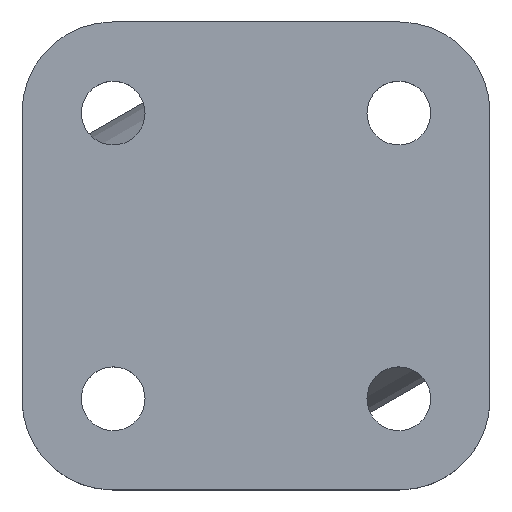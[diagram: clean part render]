
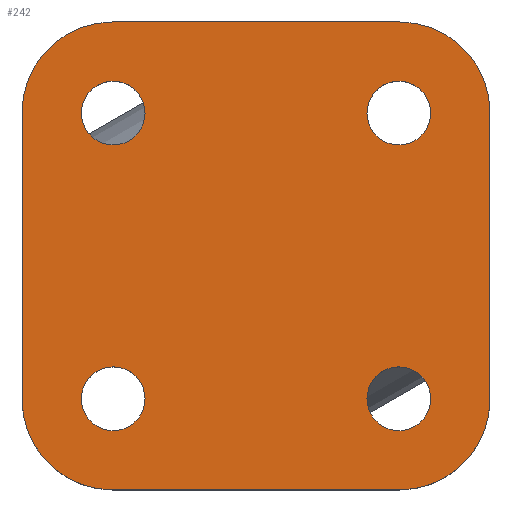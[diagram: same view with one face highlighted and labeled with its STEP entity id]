
A CAD part, top view. The second image highlights one B-rep face of the part: STEP entity #242.
In plain terms, the highlighted planar face has unit normal (0, 0, 1).
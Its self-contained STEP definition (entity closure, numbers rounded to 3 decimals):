
#242=ADVANCED_FACE('',(#598,#600,#602,#604,#606),#608,.T.);
#598=FACE_BOUND('',#599,.T.);
#599=EDGE_LOOP('',(#867,#868,#869,#870,#871,#872,#873,#874));
#600=FACE_BOUND('',#601,.T.);
#601=EDGE_LOOP('',(#875));
#602=FACE_BOUND('',#603,.T.);
#603=EDGE_LOOP('',(#876));
#604=FACE_BOUND('',#605,.T.);
#605=EDGE_LOOP('',(#877));
#606=FACE_BOUND('',#607,.T.);
#607=EDGE_LOOP('',(#878));
#608=PLANE('',#609);
#609=AXIS2_PLACEMENT_3D('',#610,#611,#612);
#610=CARTESIAN_POINT('',(0.,0.,4.));
#611=DIRECTION('',(0.,0.,1.));
#612=DIRECTION('',(-1.,0.,0.));
#867=ORIENTED_EDGE('',*,*,#996,.T.);
#868=ORIENTED_EDGE('',*,*,#994,.T.);
#869=ORIENTED_EDGE('',*,*,#992,.T.);
#870=ORIENTED_EDGE('',*,*,#990,.T.);
#871=ORIENTED_EDGE('',*,*,#988,.T.);
#872=ORIENTED_EDGE('',*,*,#986,.T.);
#873=ORIENTED_EDGE('',*,*,#984,.T.);
#874=ORIENTED_EDGE('',*,*,#982,.T.);
#875=ORIENTED_EDGE('',*,*,#1011,.T.);
#876=ORIENTED_EDGE('',*,*,#1012,.T.);
#877=ORIENTED_EDGE('',*,*,#1013,.T.);
#878=ORIENTED_EDGE('',*,*,#1014,.T.);
#982=EDGE_CURVE('',#1101,#1099,#1102,.T.);
#984=EDGE_CURVE('',#1104,#1101,#1105,.T.);
#986=EDGE_CURVE('',#1107,#1104,#1108,.T.);
#988=EDGE_CURVE('',#1110,#1107,#1111,.T.);
#990=EDGE_CURVE('',#1113,#1110,#1114,.T.);
#992=EDGE_CURVE('',#1116,#1113,#1117,.T.);
#994=EDGE_CURVE('',#1119,#1116,#1120,.T.);
#996=EDGE_CURVE('',#1099,#1119,#1122,.T.);
#1011=EDGE_CURVE('',#1147,#1147,#1148,.F.);
#1012=EDGE_CURVE('',#1149,#1149,#1150,.F.);
#1013=EDGE_CURVE('',#1151,#1151,#1152,.F.);
#1014=EDGE_CURVE('',#1153,#1153,#1154,.F.);
#1099=VERTEX_POINT('',#1471);
#1101=VERTEX_POINT('',#1475);
#1102=LINE('',#1476,#1477);
#1104=VERTEX_POINT('',#1482);
#1105=CIRCLE('',#1483,4.25);
#1107=VERTEX_POINT('',#1490);
#1108=LINE('',#1491,#1492);
#1110=VERTEX_POINT('',#1497);
#1111=CIRCLE('',#1498,4.25);
#1113=VERTEX_POINT('',#1505);
#1114=LINE('',#1506,#1507);
#1116=VERTEX_POINT('',#1512);
#1117=CIRCLE('',#1513,4.25);
#1119=VERTEX_POINT('',#1520);
#1120=LINE('',#1521,#1522);
#1122=CIRCLE('',#1527,4.25);
#1147=VERTEX_POINT('',#1595);
#1148=CIRCLE('',#1596,1.5);
#1149=VERTEX_POINT('',#1600);
#1150=CIRCLE('',#1601,1.5);
#1151=VERTEX_POINT('',#1605);
#1152=CIRCLE('',#1606,1.5);
#1153=VERTEX_POINT('',#1610);
#1154=CIRCLE('',#1611,1.5);
#1471=CARTESIAN_POINT('',(-6.75,11.,4.));
#1475=CARTESIAN_POINT('',(6.75,11.,4.));
#1476=CARTESIAN_POINT('',(6.75,11.,4.));
#1477=VECTOR('',#1478,1.);
#1478=DIRECTION('',(-1.,0.,0.));
#1482=CARTESIAN_POINT('',(11.,6.75,4.));
#1483=AXIS2_PLACEMENT_3D('',#1484,#1485,#1486);
#1484=CARTESIAN_POINT('',(6.75,6.75,4.));
#1485=DIRECTION('',(0.,0.,1.));
#1486=DIRECTION('',(1.,0.,0.));
#1490=CARTESIAN_POINT('',(11.,-6.75,4.));
#1491=CARTESIAN_POINT('',(11.,-6.75,4.));
#1492=VECTOR('',#1493,1.);
#1493=DIRECTION('',(0.,1.,0.));
#1497=CARTESIAN_POINT('',(6.75,-11.,4.));
#1498=AXIS2_PLACEMENT_3D('',#1499,#1500,#1501);
#1499=CARTESIAN_POINT('',(6.75,-6.75,4.));
#1500=DIRECTION('',(0.,0.,1.));
#1501=DIRECTION('',(0.,-1.,0.));
#1505=CARTESIAN_POINT('',(-6.75,-11.,4.));
#1506=CARTESIAN_POINT('',(-6.75,-11.,4.));
#1507=VECTOR('',#1508,1.);
#1508=DIRECTION('',(1.,0.,0.));
#1512=CARTESIAN_POINT('',(-11.,-6.75,4.));
#1513=AXIS2_PLACEMENT_3D('',#1514,#1515,#1516);
#1514=CARTESIAN_POINT('',(-6.75,-6.75,4.));
#1515=DIRECTION('',(0.,0.,1.));
#1516=DIRECTION('',(-1.,0.,0.));
#1520=CARTESIAN_POINT('',(-11.,6.75,4.));
#1521=CARTESIAN_POINT('',(-11.,6.75,4.));
#1522=VECTOR('',#1523,1.);
#1523=DIRECTION('',(0.,-1.,0.));
#1527=AXIS2_PLACEMENT_3D('',#1528,#1529,#1530);
#1528=CARTESIAN_POINT('',(-6.75,6.75,4.));
#1529=DIRECTION('',(0.,0.,1.));
#1530=DIRECTION('',(0.,1.,0.));
#1595=CARTESIAN_POINT('',(5.218,-6.718,4.));
#1596=AXIS2_PLACEMENT_3D('',#1597,#1598,#1599);
#1597=CARTESIAN_POINT('',(6.718,-6.718,4.));
#1598=DIRECTION('',(0.,0.,1.));
#1599=DIRECTION('',(-1.,0.,0.));
#1600=CARTESIAN_POINT('',(-8.218,-6.718,4.));
#1601=AXIS2_PLACEMENT_3D('',#1602,#1603,#1604);
#1602=CARTESIAN_POINT('',(-6.718,-6.718,4.));
#1603=DIRECTION('',(0.,0.,1.));
#1604=DIRECTION('',(-1.,0.,0.));
#1605=CARTESIAN_POINT('',(-8.218,6.718,4.));
#1606=AXIS2_PLACEMENT_3D('',#1607,#1608,#1609);
#1607=CARTESIAN_POINT('',(-6.718,6.718,4.));
#1608=DIRECTION('',(0.,0.,1.));
#1609=DIRECTION('',(-1.,0.,0.));
#1610=CARTESIAN_POINT('',(5.218,6.718,4.));
#1611=AXIS2_PLACEMENT_3D('',#1612,#1613,#1614);
#1612=CARTESIAN_POINT('',(6.718,6.718,4.));
#1613=DIRECTION('',(0.,0.,1.));
#1614=DIRECTION('',(-1.,0.,0.));
